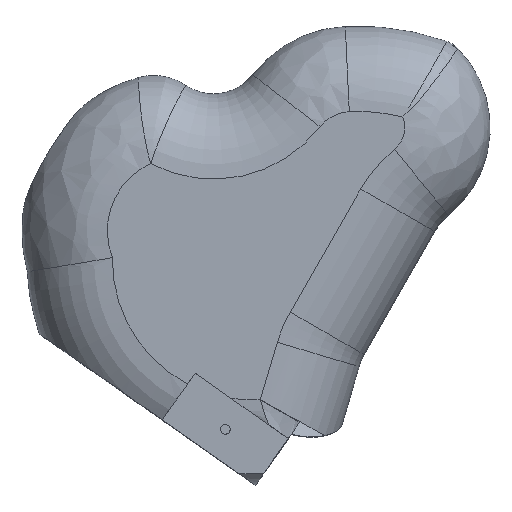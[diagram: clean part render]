
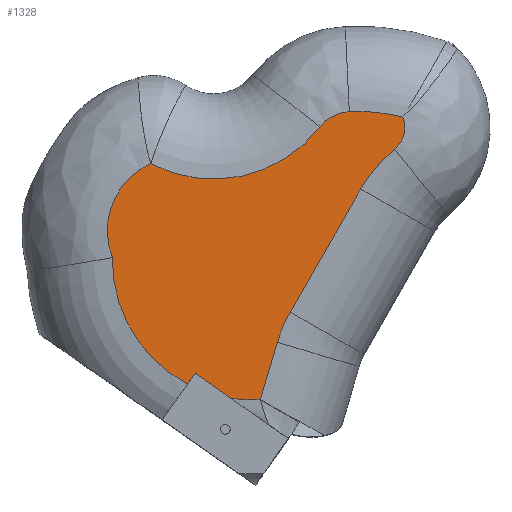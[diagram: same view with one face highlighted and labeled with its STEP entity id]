
A CAD part, top view. The second image highlights one B-rep face of the part: STEP entity #1328.
In plain terms, the highlighted planar face has unit normal (0, 0, 1).
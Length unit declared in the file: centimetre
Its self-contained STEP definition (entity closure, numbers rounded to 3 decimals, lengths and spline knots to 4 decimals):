
#200=FACE_OUTER_BOUND('',#282,.T.);
#282=EDGE_LOOP('',(#1214,#1215,#1216,#1217,#1218,#1219,#1220,#1221,#1222,
#1223,#1224,#1225,#1226));
#300=CIRCLE('',#1376,4.9178);
#319=CIRCLE('',#1408,4.9178);
#323=CIRCLE('',#1426,2.6021);
#354=CIRCLE('',#1471,5.);
#358=CIRCLE('',#1477,5.);
#360=CIRCLE('',#1479,0.9823);
#363=CIRCLE('',#1483,6.4451);
#365=CIRCLE('',#1485,1.3763);
#366=CIRCLE('',#1487,4.7337);
#383=LINE('',#1961,#451);
#384=LINE('',#1977,#452);
#427=LINE('',#3112,#495);
#428=LINE('',#3123,#496);
#451=VECTOR('',#1563,1.);
#452=VECTOR('',#1566,1.);
#495=VECTOR('',#1809,1.);
#496=VECTOR('',#1822,1.);
#533=VERTEX_POINT('',#1949);
#534=VERTEX_POINT('',#1959);
#536=VERTEX_POINT('',#1970);
#552=VERTEX_POINT('',#2113);
#554=VERTEX_POINT('',#2162);
#593=VERTEX_POINT('',#2622);
#615=VERTEX_POINT('',#3070);
#618=VERTEX_POINT('',#3110);
#620=VERTEX_POINT('',#3115);
#622=VERTEX_POINT('',#3121);
#624=VERTEX_POINT('',#3127);
#625=VERTEX_POINT('',#3149);
#626=VERTEX_POINT('',#3161);
#662=EDGE_CURVE('',#533,#534,#383,.T.);
#665=EDGE_CURVE('',#534,#536,#384,.T.);
#688=EDGE_CURVE('',#533,#554,#300,.T.);
#736=EDGE_CURVE('',#552,#536,#319,.T.);
#759=EDGE_CURVE('',#554,#593,#323,.T.);
#805=EDGE_CURVE('',#618,#552,#427,.T.);
#807=EDGE_CURVE('',#620,#618,#354,.T.);
#810=EDGE_CURVE('',#622,#620,#428,.T.);
#813=EDGE_CURVE('',#624,#622,#358,.T.);
#815=EDGE_CURVE('',#615,#624,#360,.T.);
#818=EDGE_CURVE('',#625,#615,#363,.T.);
#820=EDGE_CURVE('',#626,#625,#365,.T.);
#821=EDGE_CURVE('',#593,#626,#366,.T.);
#1214=ORIENTED_EDGE('',*,*,#665,.T.);
#1215=ORIENTED_EDGE('',*,*,#736,.F.);
#1216=ORIENTED_EDGE('',*,*,#805,.F.);
#1217=ORIENTED_EDGE('',*,*,#807,.F.);
#1218=ORIENTED_EDGE('',*,*,#810,.F.);
#1219=ORIENTED_EDGE('',*,*,#813,.F.);
#1220=ORIENTED_EDGE('',*,*,#815,.F.);
#1221=ORIENTED_EDGE('',*,*,#818,.F.);
#1222=ORIENTED_EDGE('',*,*,#820,.F.);
#1223=ORIENTED_EDGE('',*,*,#821,.F.);
#1224=ORIENTED_EDGE('',*,*,#759,.F.);
#1225=ORIENTED_EDGE('',*,*,#688,.F.);
#1226=ORIENTED_EDGE('',*,*,#662,.T.);
#1249=PLANE('',#1494);
#1328=ADVANCED_FACE('',(#200),#1249,.T.);
#1376=AXIS2_PLACEMENT_3D('',#2163,#1590,#1591);
#1408=AXIS2_PLACEMENT_3D('',#2460,#1667,#1668);
#1426=AXIS2_PLACEMENT_3D('',#2623,#1715,#1716);
#1471=AXIS2_PLACEMENT_3D('',#3117,#1814,#1815);
#1477=AXIS2_PLACEMENT_3D('',#3129,#1828,#1829);
#1479=AXIS2_PLACEMENT_3D('',#3146,#1832,#1833);
#1483=AXIS2_PLACEMENT_3D('',#3151,#1840,#1841);
#1485=AXIS2_PLACEMENT_3D('',#3163,#1844,#1845);
#1487=AXIS2_PLACEMENT_3D('',#3165,#1848,#1849);
#1494=AXIS2_PLACEMENT_3D('',#3177,#1867,#1868);
#1563=DIRECTION('',(0.574,0.819,0.));
#1566=DIRECTION('',(0.819,-0.574,0.));
#1590=DIRECTION('center_axis',(0.,0.,-1.));
#1591=DIRECTION('ref_axis',(-0.621,-0.784,0.));
#1667=DIRECTION('center_axis',(0.,0.,-1.));
#1668=DIRECTION('ref_axis',(-0.621,-0.784,0.));
#1715=DIRECTION('center_axis',(0.,0.,-1.));
#1716=DIRECTION('ref_axis',(-0.868,0.496,0.));
#1809=DIRECTION('',(-0.285,-0.959,0.));
#1814=DIRECTION('center_axis',(0.,0.,1.));
#1815=DIRECTION('ref_axis',(-0.919,0.393,0.));
#1822=DIRECTION('',(-0.497,-0.868,0.));
#1828=DIRECTION('center_axis',(0.,0.,1.));
#1829=DIRECTION('ref_axis',(-0.762,0.647,0.));
#1832=DIRECTION('center_axis',(0.,0.,-1.));
#1833=DIRECTION('ref_axis',(0.998,-0.057,0.));
#1840=DIRECTION('center_axis',(0.,0.,-1.));
#1841=DIRECTION('ref_axis',(0.145,0.989,0.));
#1844=DIRECTION('center_axis',(0.,0.,-1.));
#1845=DIRECTION('ref_axis',(-0.462,0.887,0.));
#1848=DIRECTION('center_axis',(0.,0.,1.));
#1849=DIRECTION('ref_axis',(0.157,-0.988,0.));
#1867=DIRECTION('center_axis',(0.,0.,1.));
#1868=DIRECTION('ref_axis',(1.,0.,0.));
#1949=CARTESIAN_POINT('',(4.6317,-28.9516,10.));
#1959=CARTESIAN_POINT('',(4.8947,-28.5759,10.));
#1961=CARTESIAN_POINT('',(5.6456,-27.5035,10.));
#1970=CARTESIAN_POINT('',(6.1431,-29.4501,10.));
#1977=CARTESIAN_POINT('',(5.4629,-28.9737,10.));
#2113=CARTESIAN_POINT('',(7.1893,-29.5017,10.));
#2162=CARTESIAN_POINT('',(1.9902,-24.5106,10.));
#2163=CARTESIAN_POINT('Origin',(6.9073,-24.592,10.));
#2460=CARTESIAN_POINT('Origin',(6.9073,-24.592,10.));
#2622=CARTESIAN_POINT('',(3.3357,-21.2049,10.));
#2623=CARTESIAN_POINT('Origin',(4.417,-23.5717,10.));
#3070=CARTESIAN_POINT('',(12.1967,-19.5697,10.));
#3110=CARTESIAN_POINT('',(7.7872,-27.4878,10.));
#3112=CARTESIAN_POINT('',(7.7803,-27.511,10.));
#3115=CARTESIAN_POINT('',(8.2406,-26.4278,10.));
#3117=CARTESIAN_POINT('Origin',(12.5805,-28.9108,10.));
#3121=CARTESIAN_POINT('',(10.7167,-22.0998,10.));
#3123=CARTESIAN_POINT('',(8.5209,-25.9378,10.));
#3127=CARTESIAN_POINT('',(11.9052,-20.7009,10.));
#3129=CARTESIAN_POINT('Origin',(15.0566,-24.5828,10.));
#3146=CARTESIAN_POINT('Origin',(11.2861,-19.9383,10.));
#3149=CARTESIAN_POINT('',(10.3156,-19.3796,10.));
#3151=CARTESIAN_POINT('Origin',(10.6152,-25.8178,10.));
#3161=CARTESIAN_POINT('',(9.2906,-19.9129,10.));
#3163=CARTESIAN_POINT('Origin',(10.3796,-20.7544,10.));
#3165=CARTESIAN_POINT('Origin',(5.5449,-17.0183,10.));
#3177=CARTESIAN_POINT('Origin',(7.0417,-24.4412,10.));
